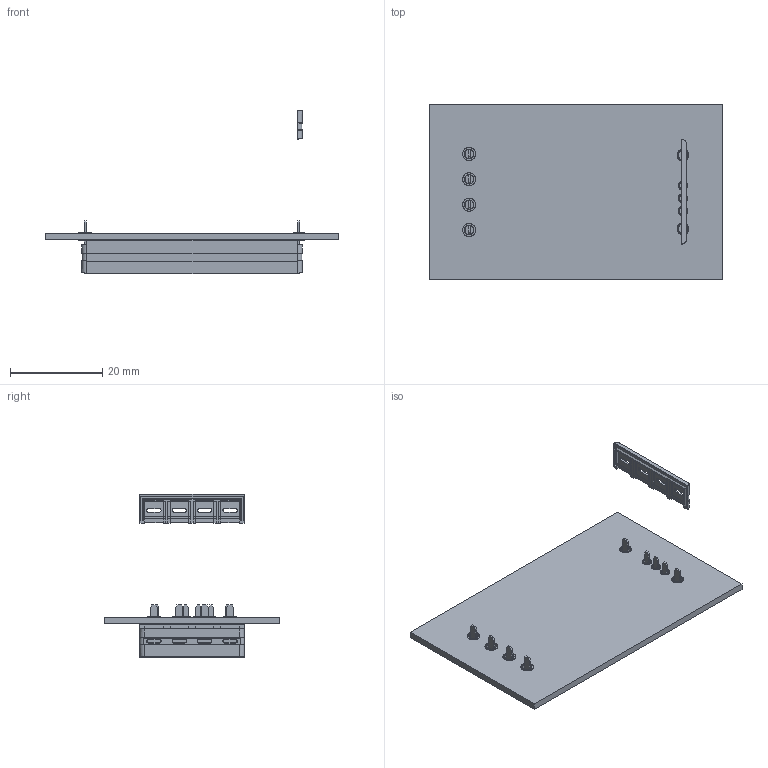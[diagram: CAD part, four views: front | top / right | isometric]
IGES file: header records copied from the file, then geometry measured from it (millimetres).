
Start section: SolidWorks IGES file using analytic representation for surfaces
Global section: file name: 40257.IGS; native system: SolidWorks 2015; preprocessor: SolidWorks 2015; author: RHickey; date: 180205.164536; units: millimetre
Bounding box: 63.75 x 38.1 x 35.44 mm (x, y, z)
Surface area: 65470.9 mm2 (no closed solid volume)
Topology: 0 solids, 0 shells, 1537 faces, 11154 edges, 11154 vertices
Faces by surface type: bspline 1427, revolution 110
